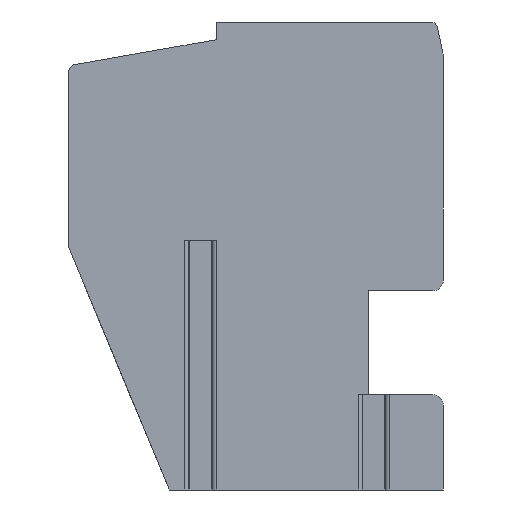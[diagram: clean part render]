
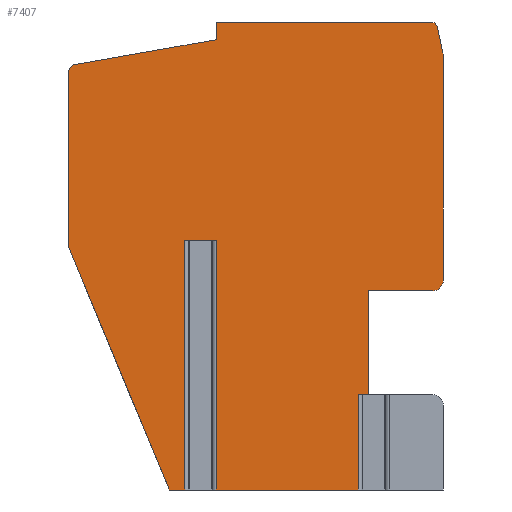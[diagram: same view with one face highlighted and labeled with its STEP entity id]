
A CAD part, left-side view. The second image highlights one B-rep face of the part: STEP entity #7407.
In plain terms, the highlighted planar face has unit normal (-1, 0, 0).
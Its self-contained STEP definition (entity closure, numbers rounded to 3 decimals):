
#18=DIRECTION('',(0.,0.,-1.));
#19=VECTOR('',#18,2.75);
#20=CARTESIAN_POINT('',(0.,-2.949,
-4.));
#21=LINE('',#20,#19);
#22=DIRECTION('',(0.,0.,-1.));
#23=VECTOR('',#22,7.2);
#24=CARTESIAN_POINT('',(0.,1.149,0.45));
#25=LINE('',#24,#23);
#26=DIRECTION('',(0.,1.,0.));
#27=VECTOR('',#26,0.901);
#28=CARTESIAN_POINT('',(0.,1.149,0.45));
#29=LINE('',#28,#27);
#30=DIRECTION('',(0.,0.,-1.));
#31=VECTOR('',#30,7.2);
#32=CARTESIAN_POINT('',(0.,2.05,0.45));
#33=LINE('',#32,#31);
#34=DIRECTION('',(0.,-0.383,-0.924));
#35=VECTOR('',#34,7.577);
#36=CARTESIAN_POINT('',(0.,5.4,0.25));
#37=LINE('',#36,#35);
#38=DIRECTION('',(0.,0.,1.));
#39=VECTOR('',#38,5.072);
#40=CARTESIAN_POINT('',(0.,5.4,0.25));
#41=LINE('',#40,#39);
#42=CARTESIAN_POINT('',(0.,5.2,5.322));
#43=DIRECTION('',(1.,0.,0.));
#44=DIRECTION('',(0.,1.,0.));
#45=AXIS2_PLACEMENT_3D('',#42,#43,#44);
#47=DIRECTION('',(0.,-0.985,0.174));
#48=VECTOR('',#47,4.148);
#49=CARTESIAN_POINT('',(0.,5.235,5.519));
#50=LINE('',#49,#48);
#51=DIRECTION('',(0.,0.,1.));
#52=VECTOR('',#51,0.511);
#53=CARTESIAN_POINT('',(0.,1.15,6.239));
#54=LINE('',#53,#52);
#55=DIRECTION('',(0.,-1.,0.));
#56=VECTOR('',#55,6.188);
#57=CARTESIAN_POINT('',(0.,1.15,6.75));
#58=LINE('',#57,#56);
#59=CARTESIAN_POINT('',(0.,-5.038,6.55));
#60=DIRECTION('',(1.,0.,0.));
#61=DIRECTION('',(0.,0.,1.));
#62=AXIS2_PLACEMENT_3D('',#59,#60,#61);
#64=DIRECTION('',(0.,-0.208,-0.978));
#65=VECTOR('',#64,0.747);
#66=CARTESIAN_POINT('',(0.,-5.234,6.592));
#67=LINE('',#66,#65);
#68=CARTESIAN_POINT('',(0.,-4.9,5.757));
#69=DIRECTION('',(1.,0.,0.));
#70=DIRECTION('',(0.,-0.978,0.208));
#71=AXIS2_PLACEMENT_3D('',#68,#69,#70);
#73=DIRECTION('',(0.,0.,-1.));
#74=VECTOR('',#73,6.457);
#75=CARTESIAN_POINT('',(0.,-5.4,5.757));
#76=LINE('',#75,#74);
#77=CARTESIAN_POINT('',(0.,-5.1,-0.7));
#78=DIRECTION('',(1.,0.,0.));
#79=DIRECTION('',(0.,-1.,0.));
#80=AXIS2_PLACEMENT_3D('',#77,#78,#79);
#82=DIRECTION('',(0.,1.,0.));
#83=VECTOR('',#82,1.85);
#84=CARTESIAN_POINT('',(0.,-5.1,-1.));
#85=LINE('',#84,#83);
#86=DIRECTION('',(0.,0.,-1.));
#87=VECTOR('',#86,3.);
#88=CARTESIAN_POINT('',(0.,-3.25,-1.));
#89=LINE('',#88,#87);
#90=DIRECTION('',(0.,-1.,0.));
#91=VECTOR('',#90,0.301);
#92=CARTESIAN_POINT('',(0.,-2.949,
-4.));
#93=LINE('',#92,#91);
#269=DIRECTION('',(0.,-1.,0.));
#270=VECTOR('',#269,0.45);
#271=CARTESIAN_POINT('',(0.,2.5,-6.75));
#272=LINE('',#271,#270);
#305=DIRECTION('',(0.,-1.,0.));
#306=VECTOR('',#305,4.099);
#307=CARTESIAN_POINT('',(0.,1.149,
-6.75));
#308=LINE('',#307,#306);
#5687=CARTESIAN_POINT('',(0.,5.4,5.322));
#5688=CARTESIAN_POINT('',(0.,5.235,5.519));
#5689=VERTEX_POINT('',#5687);
#5690=VERTEX_POINT('',#5688);
#5691=CARTESIAN_POINT('',(0.,1.15,6.239));
#5692=VERTEX_POINT('',#5691);
#5693=CARTESIAN_POINT('',(0.,1.15,6.75));
#5694=VERTEX_POINT('',#5693);
#5695=CARTESIAN_POINT('',(0.,-5.038,6.75));
#5696=VERTEX_POINT('',#5695);
#5697=CARTESIAN_POINT('',(0.,-5.234,6.592));
#5698=VERTEX_POINT('',#5697);
#5699=CARTESIAN_POINT('',(0.,-5.389,5.86));
#5700=VERTEX_POINT('',#5699);
#5701=CARTESIAN_POINT('',(0.,-5.4,5.757));
#5702=VERTEX_POINT('',#5701);
#5703=CARTESIAN_POINT('',(0.,-5.4,-0.7));
#5704=VERTEX_POINT('',#5703);
#5705=CARTESIAN_POINT('',(0.,-5.1,-1.));
#5706=VERTEX_POINT('',#5705);
#5707=CARTESIAN_POINT('',(0.,-3.25,-1.));
#5708=VERTEX_POINT('',#5707);
#6849=CARTESIAN_POINT('',(0.,5.4,0.25));
#6850=VERTEX_POINT('',#6849);
#6881=CARTESIAN_POINT('',(0.,1.149,
0.45));
#6882=CARTESIAN_POINT('',(0.,2.05,
0.45));
#6883=VERTEX_POINT('',#6881);
#6884=VERTEX_POINT('',#6882);
#6885=CARTESIAN_POINT('',(0.,1.149,
-6.75));
#6886=VERTEX_POINT('',#6885);
#6887=CARTESIAN_POINT('',(0.,2.05,
-6.75));
#6888=VERTEX_POINT('',#6887);
#6901=CARTESIAN_POINT('',(0.,2.5,-6.75));
#6902=VERTEX_POINT('',#6901);
#6913=CARTESIAN_POINT('',(0.,-2.949,
-4.));
#6914=CARTESIAN_POINT('',(0.,-2.949,
-6.75));
#6915=VERTEX_POINT('',#6913);
#6916=VERTEX_POINT('',#6914);
#6917=CARTESIAN_POINT('',(0.,-3.25,-4.));
#6918=VERTEX_POINT('',#6917);
#7360=CARTESIAN_POINT('',(0.,0.,0.));
#7361=DIRECTION('',(1.,0.,0.));
#7362=DIRECTION('',(0.,0.,-1.));
#7363=AXIS2_PLACEMENT_3D('',#7360,#7361,#7362);
#7364=PLANE('',#7363);
#7366=ORIENTED_EDGE('',*,*,#7365,.T.);
#7368=ORIENTED_EDGE('',*,*,#7367,.F.);
#7370=ORIENTED_EDGE('',*,*,#7369,.F.);
#7372=ORIENTED_EDGE('',*,*,#7371,.T.);
#7374=ORIENTED_EDGE('',*,*,#7373,.T.);
#7376=ORIENTED_EDGE('',*,*,#7375,.F.);
#7378=ORIENTED_EDGE('',*,*,#7377,.F.);
#7380=ORIENTED_EDGE('',*,*,#7379,.T.);
#7382=ORIENTED_EDGE('',*,*,#7381,.T.);
#7384=ORIENTED_EDGE('',*,*,#7383,.T.);
#7386=ORIENTED_EDGE('',*,*,#7385,.T.);
#7388=ORIENTED_EDGE('',*,*,#7387,.T.);
#7390=ORIENTED_EDGE('',*,*,#7389,.T.);
#7392=ORIENTED_EDGE('',*,*,#7391,.T.);
#7394=ORIENTED_EDGE('',*,*,#7393,.T.);
#7396=ORIENTED_EDGE('',*,*,#7395,.T.);
#7398=ORIENTED_EDGE('',*,*,#7397,.T.);
#7400=ORIENTED_EDGE('',*,*,#7399,.T.);
#7402=ORIENTED_EDGE('',*,*,#7401,.T.);
#7404=ORIENTED_EDGE('',*,*,#7403,.F.);
#7405=EDGE_LOOP('',(#7366,#7368,#7370,#7372,#7374,#7376,#7378,#7380,#7382,#7384,
#7386,#7388,#7390,#7392,#7394,#7396,#7398,#7400,#7402,#7404));
#7406=FACE_OUTER_BOUND('',#7405,.F.);
#7407=ADVANCED_FACE('',(#7406),#7364,.F.);
#46=CIRCLE('',#45,0.2);
#63=CIRCLE('',#62,0.2);
#72=CIRCLE('',#71,0.5);
#81=CIRCLE('',#80,0.3);
#7365=EDGE_CURVE('',#6915,#6916,#21,.T.);
#7367=EDGE_CURVE('',#6886,#6916,#308,.T.);
#7369=EDGE_CURVE('',#6883,#6886,#25,.T.);
#7371=EDGE_CURVE('',#6883,#6884,#29,.T.);
#7373=EDGE_CURVE('',#6884,#6888,#33,.T.);
#7375=EDGE_CURVE('',#6902,#6888,#272,.T.);
#7377=EDGE_CURVE('',#6850,#6902,#37,.T.);
#7379=EDGE_CURVE('',#6850,#5689,#41,.T.);
#7381=EDGE_CURVE('',#5689,#5690,#46,.T.);
#7383=EDGE_CURVE('',#5690,#5692,#50,.T.);
#7385=EDGE_CURVE('',#5692,#5694,#54,.T.);
#7387=EDGE_CURVE('',#5694,#5696,#58,.T.);
#7389=EDGE_CURVE('',#5696,#5698,#63,.T.);
#7391=EDGE_CURVE('',#5698,#5700,#67,.T.);
#7393=EDGE_CURVE('',#5700,#5702,#72,.T.);
#7395=EDGE_CURVE('',#5702,#5704,#76,.T.);
#7397=EDGE_CURVE('',#5704,#5706,#81,.T.);
#7399=EDGE_CURVE('',#5706,#5708,#85,.T.);
#7401=EDGE_CURVE('',#5708,#6918,#89,.T.);
#7403=EDGE_CURVE('',#6915,#6918,#93,.T.);
